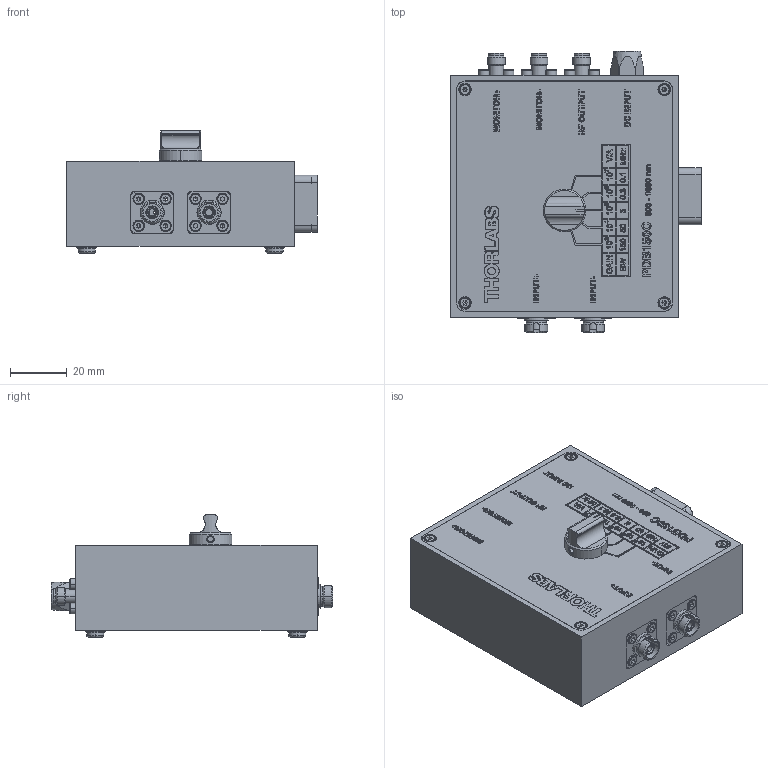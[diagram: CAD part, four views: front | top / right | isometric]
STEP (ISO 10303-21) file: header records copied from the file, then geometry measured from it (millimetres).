
FILE_DESCRIPTION (( 'STEP AP214' ), '1' );
FILE_NAME ('13618-E0W.step', '2007-11-13T08:39:37', ( ' ' ), ( ' ' ), 'SwSTEP 2.0', 'SolidWorks 2007', '' );
FILE_SCHEMA (( 'AUTOMOTIVE_DESIGN' ));
Length unit declared in the file: millimetre
Products named in the file (1): 13618-E0W
Bounding box: 88 x 99 x 42.9 mm (x, y, z)
Surface area: 29938.4 mm2 (no closed solid volume)
Topology: 0 solids, 54 shells, 1428 faces, 5862 edges, 4297 vertices
Faces by surface type: plane 827, bspline 297, cylinder 234, cone 54, torus 16
Entity records: 81899 total; most frequent: CARTESIAN_POINT 22097, ORIENTED_EDGE 8608, DIRECTION 7615, EDGE_CURVE 5842, VERTEX_POINT 4297, VECTOR 3847, LINE 3847, AXIS2_PLACEMENT_3D 1884
